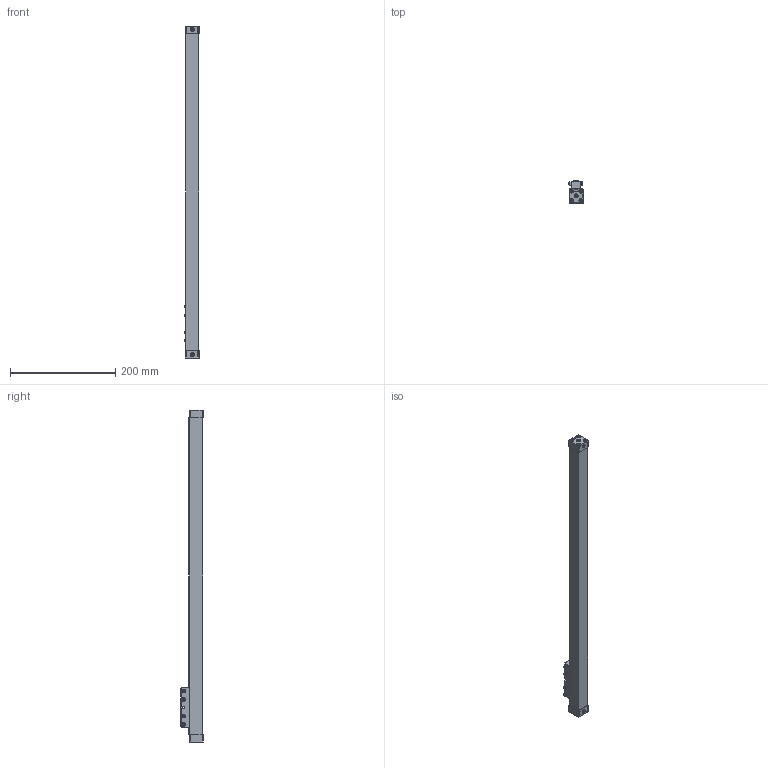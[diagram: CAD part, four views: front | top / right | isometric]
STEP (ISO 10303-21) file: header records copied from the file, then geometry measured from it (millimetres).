
FILE_DESCRIPTION( ( 'STEP AP203' ), '1' );
FILE_NAME( 'MCRPL-90-16-0500(0).stp', '2020-06-02T07:53:27', ( 'License CC BY-ND 4.0' ), ( 'CADENAS' ), ' ', 'PARTsolutions', ' ' );
FILE_SCHEMA( ( 'CONFIG_CONTROL_DESIGN' ) );
Length unit declared in the file: millimetre
Products named in the file (3): MCRPL-90-16-0500(0); _BodyMCRPL-90-16-500; _RodMCRPL-90-16-500
Assembly tree (2 placements, depth 2):
  MCRPL-90-16-0500(0)
    _BodyMCRPL-90-16-500
    _RodMCRPL-90-16-500
Bounding box: 27.5 x 43.5 x 630 mm (x, y, z)
Volume: 412621.5 mm3; surface area: 81452.6 mm2
Topology: 2 solids, 2 shells, 367 faces, 889 edges, 562 vertices
Faces by surface type: plane 224, cone 74, cylinder 69
Full cylindrical faces by diameter (mm): 2.459 x10, 3.242 x2, 4 x4, 4.134 x6, 4.2 x2, 5 x1, 6 x8, 7 x4, 7.5 x8, 7.8 x6
Entity records: 10356 total; most frequent: CARTESIAN_POINT 2100, DIRECTION 1654, ORIENTED_EDGE 1588, EDGE_CURVE 794, AXIS2_PLACEMENT_3D 604, VERTEX_POINT 542, EDGE_LOOP 496, LINE 446
